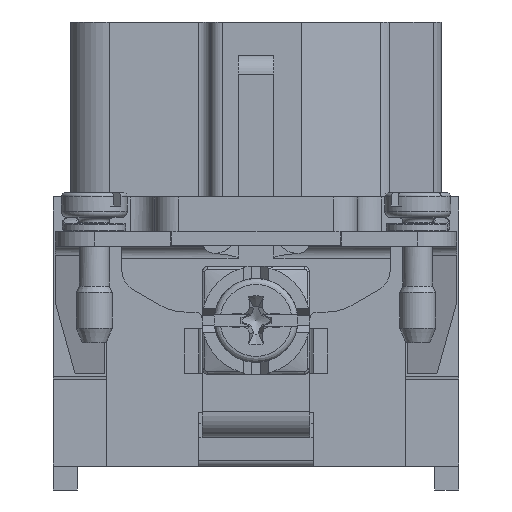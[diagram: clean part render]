
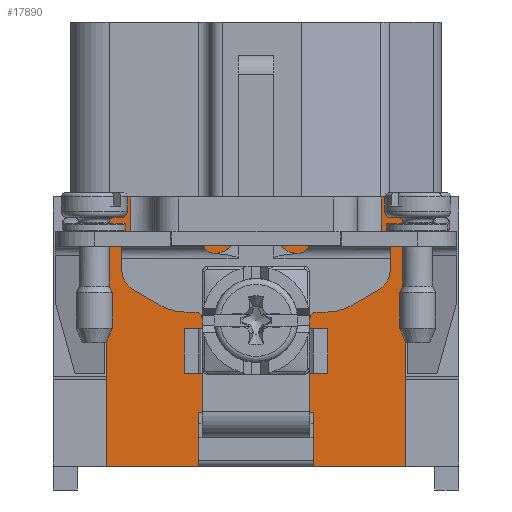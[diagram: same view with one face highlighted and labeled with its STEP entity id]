
A CAD part, left-side view. The second image highlights one B-rep face of the part: STEP entity #17890.
In plain terms, the highlighted planar face has unit normal (-1, 0, 0).
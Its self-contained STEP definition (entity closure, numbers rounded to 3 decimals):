
#14904=CIRCLE('',#109817,2.382);
#16906=FACE_BOUND('',#24169,.T.);
#16907=FACE_BOUND('',#24170,.T.);
#17890=ADVANCED_FACE('',(#16906,#16907),#19931,.F.);
#19931=PLANE('',#109818);
#24169=EDGE_LOOP('',(#38476));
#24170=EDGE_LOOP('',(#38477,#38478,#38479,#38480,#38481,#38482,#38483,#38484,
#38485,#38486,#38487,#38488,#38489,#38490,#38491,#38492));
#38476=ORIENTED_EDGE('',*,*,#61495,.T.);
#38477=ORIENTED_EDGE('',*,*,#61444,.F.);
#38478=ORIENTED_EDGE('',*,*,#61470,.F.);
#38479=ORIENTED_EDGE('',*,*,#61496,.F.);
#38480=ORIENTED_EDGE('',*,*,#61497,.F.);
#38481=ORIENTED_EDGE('',*,*,#61498,.F.);
#38482=ORIENTED_EDGE('',*,*,#60739,.F.);
#38483=ORIENTED_EDGE('',*,*,#61499,.F.);
#38484=ORIENTED_EDGE('',*,*,#61500,.F.);
#38485=ORIENTED_EDGE('',*,*,#61501,.F.);
#38486=ORIENTED_EDGE('',*,*,#61462,.F.);
#38487=ORIENTED_EDGE('',*,*,#61448,.F.);
#38488=ORIENTED_EDGE('',*,*,#55986,.F.);
#38489=ORIENTED_EDGE('',*,*,#61237,.F.);
#38490=ORIENTED_EDGE('',*,*,#61492,.F.);
#38491=ORIENTED_EDGE('',*,*,#61493,.F.);
#38492=ORIENTED_EDGE('',*,*,#55976,.F.);
#47343=VERTEX_POINT('',#145834);
#47344=VERTEX_POINT('',#145836);
#47353=VERTEX_POINT('',#145854);
#47354=VERTEX_POINT('',#145856);
#52027=VERTEX_POINT('',#164024);
#52028=VERTEX_POINT('',#164025);
#52439=VERTEX_POINT('',#165330);
#52572=VERTEX_POINT('',#165833);
#52575=VERTEX_POINT('',#165843);
#52584=VERTEX_POINT('',#165868);
#52591=VERTEX_POINT('',#165882);
#52605=VERTEX_POINT('',#165931);
#52606=VERTEX_POINT('',#165939);
#52607=VERTEX_POINT('',#165941);
#52608=VERTEX_POINT('',#165943);
#52609=VERTEX_POINT('',#165946);
#52610=VERTEX_POINT('',#165948);
#55976=EDGE_CURVE('',#47343,#47344,#86289,.T.);
#55986=EDGE_CURVE('',#47353,#47354,#86297,.T.);
#60739=EDGE_CURVE('',#52027,#52028,#87945,.T.);
#61237=EDGE_CURVE('',#52439,#47353,#88192,.T.);
#61444=EDGE_CURVE('',#52572,#47343,#88321,.T.);
#61448=EDGE_CURVE('',#47354,#52575,#88325,.T.);
#61462=EDGE_CURVE('',#52575,#52584,#88338,.T.);
#61470=EDGE_CURVE('',#52591,#52572,#88342,.T.);
#61492=EDGE_CURVE('',#52605,#52439,#88358,.T.);
#61493=EDGE_CURVE('',#47344,#52605,#88359,.T.);
#61495=EDGE_CURVE('',#52606,#52606,#14904,.T.);
#61496=EDGE_CURVE('',#52607,#52591,#88361,.T.);
#61497=EDGE_CURVE('',#52608,#52607,#88362,.T.);
#61498=EDGE_CURVE('',#52028,#52608,#88363,.T.);
#61499=EDGE_CURVE('',#52609,#52027,#88364,.T.);
#61500=EDGE_CURVE('',#52610,#52609,#88365,.T.);
#61501=EDGE_CURVE('',#52584,#52610,#88366,.T.);
#86289=LINE('',#145835,#91943);
#86297=LINE('',#145855,#91951);
#87945=LINE('',#164023,#93599);
#88192=LINE('',#165329,#93846);
#88321=LINE('',#165834,#93975);
#88325=LINE('',#165842,#93979);
#88338=LINE('',#165867,#93992);
#88342=LINE('',#165883,#93996);
#88358=LINE('',#165932,#94012);
#88359=LINE('',#165934,#94013);
#88361=LINE('',#165940,#94015);
#88362=LINE('',#165942,#94016);
#88363=LINE('',#165944,#94017);
#88364=LINE('',#165945,#94018);
#88365=LINE('',#165947,#94019);
#88366=LINE('',#165949,#94020);
#91943=VECTOR('',#114273,1.);
#91951=VECTOR('',#114285,1.);
#93599=VECTOR('',#117515,1.);
#93846=VECTOR('',#118780,1.);
#93975=VECTOR('',#119241,1.);
#93979=VECTOR('',#119249,1.);
#93992=VECTOR('',#119268,1.);
#93996=VECTOR('',#119280,1.);
#94012=VECTOR('',#119334,1.);
#94013=VECTOR('',#119337,1.);
#94015=VECTOR('',#119345,1.);
#94016=VECTOR('',#119346,1.);
#94017=VECTOR('',#119347,1.);
#94018=VECTOR('',#119348,1.);
#94019=VECTOR('',#119349,1.);
#94020=VECTOR('',#119350,1.);
#109817=AXIS2_PLACEMENT_3D('',#165938,#119343,#119344);
#109818=AXIS2_PLACEMENT_3D('',#165950,#119351,#119352);
#114273=DIRECTION('',(0.,1.,0.));
#114285=DIRECTION('',(0.,1.,0.));
#117515=DIRECTION('',(0.,-1.,0.));
#118780=DIRECTION('',(0.,0.,-1.));
#119241=DIRECTION('',(0.,0.,-1.));
#119249=DIRECTION('',(0.,0.,1.));
#119268=DIRECTION('',(0.,-1.,0.));
#119280=DIRECTION('',(0.,-1.,0.));
#119334=DIRECTION('',(0.,1.,0.));
#119337=DIRECTION('',(0.,0.,1.));
#119343=DIRECTION('',(1.,0.,0.));
#119344=DIRECTION('',(0.,0.,1.));
#119345=DIRECTION('',(0.,0.,1.));
#119346=DIRECTION('',(0.,-1.,0.));
#119347=DIRECTION('',(0.,0.,1.));
#119348=DIRECTION('',(0.,0.,-1.));
#119349=DIRECTION('',(0.,-1.,0.));
#119350=DIRECTION('',(0.,0.,-1.));
#119351=DIRECTION('',(1.,0.,0.));
#119352=DIRECTION('',(0.,-1.,0.));
#145834=CARTESIAN_POINT('',(-44.875,-12.45,-18.35));
#145835=CARTESIAN_POINT('',(-44.875,-11.45,-18.35));
#145836=CARTESIAN_POINT('',(-44.875,-4.8,-18.35));
#145854=CARTESIAN_POINT('',(-44.875,4.8,-18.35));
#145855=CARTESIAN_POINT('',(-44.875,5.8,-18.35));
#145856=CARTESIAN_POINT('',(-44.875,12.45,-18.35));
#164023=CARTESIAN_POINT('',(-44.875,4.275,0.05));
#164024=CARTESIAN_POINT('',(-44.875,4.275,0.05));
#164025=CARTESIAN_POINT('',(-44.875,-4.275,0.05));
#165329=CARTESIAN_POINT('',(-44.875,4.8,-13.85));
#165330=CARTESIAN_POINT('',(-44.875,4.8,-13.85));
#165833=CARTESIAN_POINT('',(-44.875,-12.45,4.1));
#165834=CARTESIAN_POINT('',(-44.875,-12.45,4.1));
#165842=CARTESIAN_POINT('',(-44.875,12.45,-17.35));
#165843=CARTESIAN_POINT('',(-44.875,12.45,4.1));
#165867=CARTESIAN_POINT('',(-44.875,12.45,4.1));
#165868=CARTESIAN_POINT('',(-44.875,10.45,4.1));
#165882=CARTESIAN_POINT('',(-44.875,-10.45,4.1));
#165883=CARTESIAN_POINT('',(-44.875,-10.45,4.1));
#165931=CARTESIAN_POINT('',(-44.875,-4.8,-13.85));
#165932=CARTESIAN_POINT('',(-44.875,-4.8,-13.85));
#165934=CARTESIAN_POINT('',(-44.875,-4.8,-17.35));
#165938=CARTESIAN_POINT('',(-44.875,0.,-6.2));
#165939=CARTESIAN_POINT('',(-44.875,0.,-3.818));
#165940=CARTESIAN_POINT('',(-44.875,-10.45,0.2));
#165941=CARTESIAN_POINT('',(-44.875,-10.45,0.2));
#165942=CARTESIAN_POINT('',(-44.875,-4.275,0.2));
#165943=CARTESIAN_POINT('',(-44.875,-4.275,0.2));
#165944=CARTESIAN_POINT('',(-44.875,-4.275,0.05));
#165945=CARTESIAN_POINT('',(-44.875,4.275,0.2));
#165946=CARTESIAN_POINT('',(-44.875,4.275,0.2));
#165947=CARTESIAN_POINT('',(-44.875,10.45,0.2));
#165948=CARTESIAN_POINT('',(-44.875,10.45,0.2));
#165949=CARTESIAN_POINT('',(-44.875,10.45,4.1));
#165950=CARTESIAN_POINT('',(-44.875,12.55,4.2));
